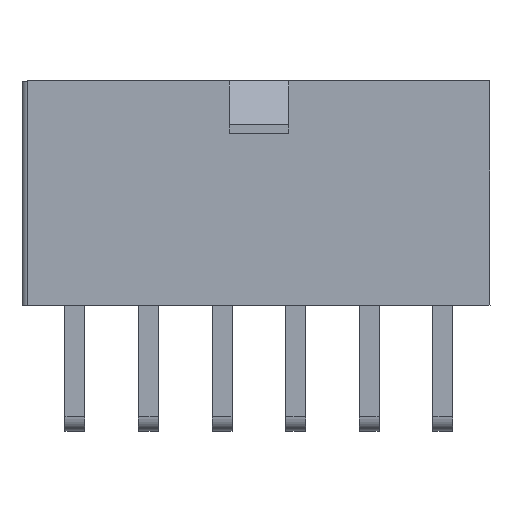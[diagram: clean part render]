
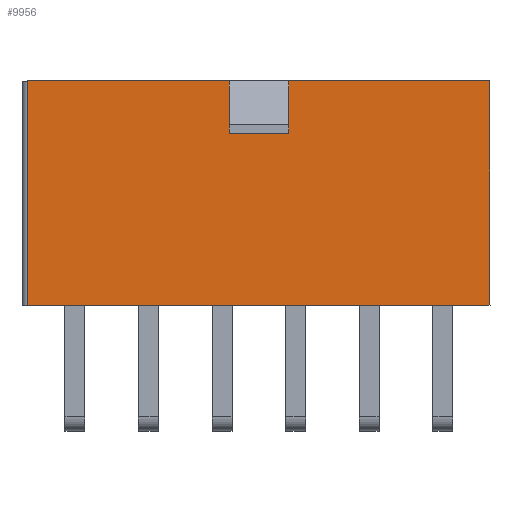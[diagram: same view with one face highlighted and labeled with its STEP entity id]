
A CAD part, top view. The second image highlights one B-rep face of the part: STEP entity #9956.
In plain terms, the highlighted planar face has unit normal (0, 0, 1).
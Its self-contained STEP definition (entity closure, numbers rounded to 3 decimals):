
#1362=ORIENTED_EDGE('',*,*,#2789,.T.);
#1363=ORIENTED_EDGE('',*,*,#2790,.T.);
#1364=ORIENTED_EDGE('',*,*,#2488,.F.);
#1365=ORIENTED_EDGE('',*,*,#2791,.T.);
#1366=ORIENTED_EDGE('',*,*,#2792,.T.);
#1367=ORIENTED_EDGE('',*,*,#2793,.F.);
#1368=ORIENTED_EDGE('',*,*,#2490,.F.);
#1369=ORIENTED_EDGE('',*,*,#2794,.F.);
#2488=EDGE_CURVE('',#3359,#3360,#4102,.T.);
#2490=EDGE_CURVE('',#3361,#3357,#4104,.T.);
#2789=EDGE_CURVE('',#3557,#3558,#4402,.T.);
#2790=EDGE_CURVE('',#3558,#3360,#4403,.T.);
#2791=EDGE_CURVE('',#3359,#3559,#4404,.T.);
#2792=EDGE_CURVE('',#3559,#3560,#4405,.T.);
#2793=EDGE_CURVE('',#3357,#3560,#4406,.T.);
#2794=EDGE_CURVE('',#3557,#3361,#4407,.T.);
#3357=VERTEX_POINT('',#13194);
#3359=VERTEX_POINT('',#13199);
#3360=VERTEX_POINT('',#13201);
#3361=VERTEX_POINT('',#13203);
#3557=VERTEX_POINT('',#13791);
#3558=VERTEX_POINT('',#13792);
#3559=VERTEX_POINT('',#13795);
#3560=VERTEX_POINT('',#13797);
#4102=LINE('',#13200,#5081);
#4104=LINE('',#13204,#5083);
#4402=LINE('',#13790,#5381);
#4403=LINE('',#13793,#5382);
#4404=LINE('',#13794,#5383);
#4405=LINE('',#13796,#5384);
#4406=LINE('',#13798,#5385);
#4407=LINE('',#13799,#5386);
#5081=VECTOR('',#11277,1000.);
#5083=VECTOR('',#11279,1000.);
#5381=VECTOR('',#11763,1000.);
#5382=VECTOR('',#11764,1000.);
#5383=VECTOR('',#11765,1000.);
#5384=VECTOR('',#11766,1000.);
#5385=VECTOR('',#11767,1000.);
#5386=VECTOR('',#11768,1000.);
#5958=EDGE_LOOP('',(#1362,#1363,#1364,#1365,#1366,#1367,#1368,#1369));
#6417=FACE_BOUND('',#5958,.T.);
#6818=PLANE('',#10381);
#9956=ADVANCED_FACE('',(#6417),#6818,.T.);
#10381=AXIS2_PLACEMENT_3D('',#13789,#11761,#11762);
#11277=DIRECTION('',(-1.,0.,0.));
#11279=DIRECTION('',(-1.,0.,0.));
#11761=DIRECTION('',(0.,0.,1.));
#11762=DIRECTION('',(1.,0.,0.));
#11763=DIRECTION('',(1.,0.,0.));
#11764=DIRECTION('',(0.,-1.,0.));
#11765=DIRECTION('',(0.,1.,0.));
#11766=DIRECTION('',(-1.,0.,0.));
#11767=DIRECTION('',(0.,1.,0.));
#11768=DIRECTION('',(0.,-1.,0.));
#13194=CARTESIAN_POINT('',(-13.2,-6.4,4.8));
#13199=CARTESIAN_POINT('',(13.2,-6.4,4.8));
#13200=CARTESIAN_POINT('',(13.2,-6.4,4.8));
#13201=CARTESIAN_POINT('',(1.7,-6.4,4.8));
#13203=CARTESIAN_POINT('',(-1.7,-6.4,4.8));
#13204=CARTESIAN_POINT('',(13.2,-6.4,4.8));
#13789=CARTESIAN_POINT('',(13.2,-6.4,4.8));
#13790=CARTESIAN_POINT('',(-1.7,-3.4,4.8));
#13791=CARTESIAN_POINT('',(-1.7,-3.4,4.8));
#13792=CARTESIAN_POINT('',(1.7,-3.4,4.8));
#13793=CARTESIAN_POINT('',(1.7,-3.4,4.8));
#13794=CARTESIAN_POINT('',(13.2,-6.4,4.8));
#13795=CARTESIAN_POINT('',(13.2,6.4,4.8));
#13796=CARTESIAN_POINT('',(13.2,6.4,4.8));
#13797=CARTESIAN_POINT('',(-13.2,6.4,4.8));
#13798=CARTESIAN_POINT('',(-13.2,-6.4,4.8));
#13799=CARTESIAN_POINT('',(-1.7,-3.4,4.8));
